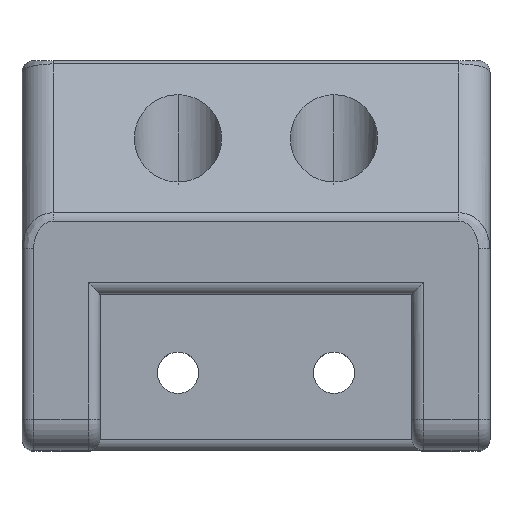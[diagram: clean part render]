
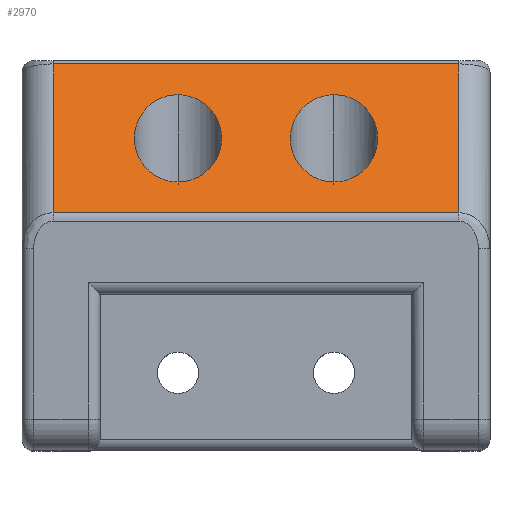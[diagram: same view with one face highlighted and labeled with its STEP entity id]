
A CAD part, top view. The second image highlights one B-rep face of the part: STEP entity #2970.
In plain terms, the highlighted planar face has unit normal (0, 0.707, 0.707).
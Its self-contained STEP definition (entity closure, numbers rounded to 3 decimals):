
#49 = CARTESIAN_POINT ( 'NONE',  ( 28.8, 34.4, 85.6 ) ) ;
#403 = CARTESIAN_POINT ( 'NONE',  ( 40., 34.4, 85.6 ) ) ;
#508 = VECTOR ( 'NONE', #3308, 1000. ) ;
#581 = VERTEX_POINT ( 'NONE', #403 ) ;
#632 = CARTESIAN_POINT ( 'NONE',  ( 4., 49.561, 70.439 ) ) ;
#657 = AXIS2_PLACEMENT_3D ( 'NONE', #768, #2727, #5343 ) ;
#683 = EDGE_CURVE ( 'NONE', #6298, #7939, #3236, .T. ) ;
#721 = PLANE ( 'NONE',  #657 ) ;
#768 = CARTESIAN_POINT ( 'NONE',  ( 0., 30., 90. ) ) ;
#953 = CARTESIAN_POINT ( 'NONE',  ( 4., 49.561, 70.439 ) ) ;
#1044 = CARTESIAN_POINT ( 'NONE',  ( 4., 30., 90. ) ) ;
#1227 =( BOUNDED_CURVE ( )  B_SPLINE_CURVE ( 3, ( #8506, #49, #2669, #6576 ),
 .UNSPECIFIED., .F., .F. ) 
 B_SPLINE_CURVE_WITH_KNOTS ( ( 4, 4 ),
 ( 3.142, 6.283 ),
 .UNSPECIFIED. ) 
 CURVE ( )  GEOMETRIC_REPRESENTATION_ITEM ( )  RATIONAL_B_SPLINE_CURVE ( ( 1., 0.333, 0.333, 1. ) ) 
 REPRESENTATION_ITEM ( '' )  );
#1254 = CARTESIAN_POINT ( 'NONE',  ( 20., 34.4, 85.6 ) ) ;
#1344 = ORIENTED_EDGE ( 'NONE', *, *, #2648, .T. ) ;
#1550 = CARTESIAN_POINT ( 'NONE',  ( 20., 34.4, 85.6 ) ) ;
#1672 = ORIENTED_EDGE ( 'NONE', *, *, #7741, .T. ) ;
#1815 = DIRECTION ( 'NONE',  ( 1., 0., 0. ) ) ;
#1970 = CARTESIAN_POINT ( 'NONE',  ( 31.2, 45.6, 74.4 ) ) ;
#2009 =( BOUNDED_CURVE ( )  B_SPLINE_CURVE ( 3, ( #4390, #3781, #4676, #5235 ),
 .UNSPECIFIED., .F., .F. ) 
 B_SPLINE_CURVE_WITH_KNOTS ( ( 4, 4 ),
 ( 0., 3.142 ),
 .UNSPECIFIED. ) 
 CURVE ( )  GEOMETRIC_REPRESENTATION_ITEM ( )  RATIONAL_B_SPLINE_CURVE ( ( 1., 0.333, 0.333, 1. ) ) 
 REPRESENTATION_ITEM ( '' )  );
#2398 = DIRECTION ( 'NONE',  ( 0., -0.707, 0.707 ) ) ;
#2516 = CARTESIAN_POINT ( 'NONE',  ( 56., 49.561, 70.439 ) ) ;
#2607 = VECTOR ( 'NONE', #3041, 1000. ) ;
#2648 = EDGE_CURVE ( 'NONE', #5807, #7288, #5138, .T. ) ;
#2669 = CARTESIAN_POINT ( 'NONE',  ( 28.8, 45.6, 74.4 ) ) ;
#2727 = DIRECTION ( 'NONE',  ( 0., 0.707, 0.707 ) ) ;
#2779 = CARTESIAN_POINT ( 'NONE',  ( 56., 30., 90. ) ) ;
#2808 = ORIENTED_EDGE ( 'NONE', *, *, #6109, .T. ) ;
#2833 = ORIENTED_EDGE ( 'NONE', *, *, #8195, .F. ) ;
#2970 = ADVANCED_FACE ( 'NONE', ( #5472, #6083, #7325 ), #721, .T. ) ;
#3000 = EDGE_CURVE ( 'NONE', #3343, #5807, #5594, .T. ) ;
#3010 =( BOUNDED_CURVE ( )  B_SPLINE_CURVE ( 3, ( #5284, #3338, #1970, #8551 ),
 .UNSPECIFIED., .F., .T. ) 
 B_SPLINE_CURVE_WITH_KNOTS ( ( 4, 4 ),
 ( 3.142, 6.283 ),
 .UNSPECIFIED. ) 
 CURVE ( )  GEOMETRIC_REPRESENTATION_ITEM ( )  RATIONAL_B_SPLINE_CURVE ( ( 1., 0.333, 0.333, 1. ) ) 
 REPRESENTATION_ITEM ( '' )  );
#3041 = DIRECTION ( 'NONE',  ( -1., 0., 0. ) ) ;
#3071 = EDGE_LOOP ( 'NONE', ( #2833, #6973 ) ) ;
#3236 =( BOUNDED_CURVE ( )  B_SPLINE_CURVE ( 3, ( #3884, #6517, #4571, #1254 ),
 .UNSPECIFIED., .F., .F. ) 
 B_SPLINE_CURVE_WITH_KNOTS ( ( 4, 4 ),
 ( 0., 3.142 ),
 .UNSPECIFIED. ) 
 CURVE ( )  GEOMETRIC_REPRESENTATION_ITEM ( )  RATIONAL_B_SPLINE_CURVE ( ( 1., 0.333, 0.333, 1. ) ) 
 REPRESENTATION_ITEM ( '' )  );
#3308 = DIRECTION ( 'NONE',  ( 0., -0.707, 0.707 ) ) ;
#3338 = CARTESIAN_POINT ( 'NONE',  ( 31.2, 34.4, 85.6 ) ) ;
#3343 = VERTEX_POINT ( 'NONE', #2516 ) ;
#3457 = VECTOR ( 'NONE', #1815, 1000. ) ;
#3781 = CARTESIAN_POINT ( 'NONE',  ( 51.2, 45.6, 74.4 ) ) ;
#3884 = CARTESIAN_POINT ( 'NONE',  ( 20., 45.6, 74.4 ) ) ;
#3910 = CARTESIAN_POINT ( 'NONE',  ( 4., 30.439, 89.561 ) ) ;
#4068 = ORIENTED_EDGE ( 'NONE', *, *, #4361, .F. ) ;
#4361 = EDGE_CURVE ( 'NONE', #3343, #8356, #5350, .T. ) ;
#4390 = CARTESIAN_POINT ( 'NONE',  ( 40., 45.6, 74.4 ) ) ;
#4414 = EDGE_LOOP ( 'NONE', ( #2808, #6837 ) ) ;
#4509 = EDGE_CURVE ( 'NONE', #5736, #581, #2009, .T. ) ;
#4515 = LINE ( 'NONE', #7143, #3457 ) ;
#4571 = CARTESIAN_POINT ( 'NONE',  ( 8.8, 34.4, 85.6 ) ) ;
#4676 = CARTESIAN_POINT ( 'NONE',  ( 51.2, 34.4, 85.6 ) ) ;
#4981 = VECTOR ( 'NONE', #2398, 1000. ) ;
#5138 = LINE ( 'NONE', #1044, #4981 ) ;
#5235 = CARTESIAN_POINT ( 'NONE',  ( 40., 34.4, 85.6 ) ) ;
#5284 = CARTESIAN_POINT ( 'NONE',  ( 20., 34.4, 85.6 ) ) ;
#5343 = DIRECTION ( 'NONE',  ( 1., 0., 0. ) ) ;
#5350 = LINE ( 'NONE', #2779, #508 ) ;
#5472 = FACE_BOUND ( 'NONE', #3071, .T. ) ;
#5594 = LINE ( 'NONE', #953, #2607 ) ;
#5736 = VERTEX_POINT ( 'NONE', #7502 ) ;
#5807 = VERTEX_POINT ( 'NONE', #632 ) ;
#6041 = ORIENTED_EDGE ( 'NONE', *, *, #3000, .T. ) ;
#6083 = FACE_OUTER_BOUND ( 'NONE', #7603, .T. ) ;
#6109 = EDGE_CURVE ( 'NONE', #581, #5736, #1227, .T. ) ;
#6298 = VERTEX_POINT ( 'NONE', #6398 ) ;
#6398 = CARTESIAN_POINT ( 'NONE',  ( 20., 45.6, 74.4 ) ) ;
#6517 = CARTESIAN_POINT ( 'NONE',  ( 8.8, 45.6, 74.4 ) ) ;
#6576 = CARTESIAN_POINT ( 'NONE',  ( 40., 45.6, 74.4 ) ) ;
#6837 = ORIENTED_EDGE ( 'NONE', *, *, #4509, .T. ) ;
#6973 = ORIENTED_EDGE ( 'NONE', *, *, #683, .F. ) ;
#7143 = CARTESIAN_POINT ( 'NONE',  ( 0., 30.439, 89.561 ) ) ;
#7288 = VERTEX_POINT ( 'NONE', #3910 ) ;
#7325 = FACE_BOUND ( 'NONE', #4414, .T. ) ;
#7502 = CARTESIAN_POINT ( 'NONE',  ( 40., 45.6, 74.4 ) ) ;
#7603 = EDGE_LOOP ( 'NONE', ( #1344, #1672, #4068, #6041 ) ) ;
#7741 = EDGE_CURVE ( 'NONE', #7288, #8356, #4515, .T. ) ;
#7939 = VERTEX_POINT ( 'NONE', #1550 ) ;
#8195 = EDGE_CURVE ( 'NONE', #7939, #6298, #3010, .T. ) ;
#8356 = VERTEX_POINT ( 'NONE', #8463 ) ;
#8463 = CARTESIAN_POINT ( 'NONE',  ( 56., 30.439, 89.561 ) ) ;
#8506 = CARTESIAN_POINT ( 'NONE',  ( 40., 34.4, 85.6 ) ) ;
#8551 = CARTESIAN_POINT ( 'NONE',  ( 20., 45.6, 74.4 ) ) ;
